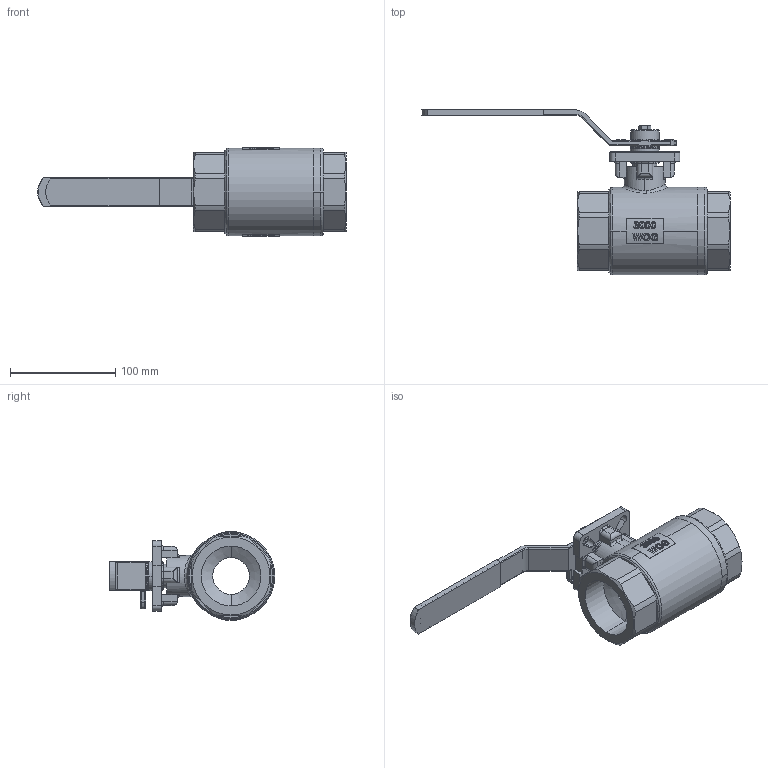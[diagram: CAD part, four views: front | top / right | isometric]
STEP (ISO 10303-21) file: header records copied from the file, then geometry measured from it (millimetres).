
FILE_DESCRIPTION(/* description */ ('Unknown'),/* implementation_level */ '2;1');
FILE_NAME(/* name */ '9765-09',/* time_stamp */ '2025-10-10T08:48:20+02:00',/* author */ ('Unknown'),/* organization */ ('Unknown'),/* preprocessor_version */ 'ST-DEVELOPER v20',/* originating_system */ 'Solid Edge',/* authorisation */ 'Unknown');
FILE_SCHEMA (('AUTOMOTIVE_DESIGN {1 0 10303 214 3 1 1}'));
Length unit declared in the file: millimetre
Products named in the file (13): 9765-09; MV-29 DN50 body; MV-82 Plate Washer DN40; MV-82 Bellevlle Washer DN40; MV-29 DN50 HANDLE COVER; Hex head bolts-Full thread Grade C GB_GB_FASTENER_BOLT_HHBFTC M6X12-C; MV-82 Nut Stopper DN40; MV-29 DN50 STEAM; MV-82 Packing Ring  DN40; MV-29 DN50 CAP; MV-29 DN50 STEAM PACKING; NUT M18 _NUT  M18; MV-29-S DN50
Assembly tree (13 placements, depth 2):
  9765-09
    MV-29 DN50 body
    MV-82 Plate Washer DN40
    MV-82 Bellevlle Washer DN40  x2
    MV-29 DN50 HANDLE COVER
    Hex head bolts-Full thread Grade C GB_GB_FASTENER_BOLT_HHBFTC M6X12-C
    MV-82 Nut Stopper DN40
    MV-29 DN50 STEAM
    MV-82 Packing Ring  DN40
    MV-29 DN50 CAP
    MV-29 DN50 STEAM PACKING
    NUT M18 _NUT  M18
    MV-29-S DN50
Bounding box: 292.59 x 157.14 x 84.1 mm (x, y, z)
Volume: 549463.2 mm3; surface area: 150055.5 mm2
Topology: 13 solids, 13 shells, 915 faces, 2287 edges, 1419 vertices
Faces by surface type: plane 399, cylinder 207, bspline 176, cone 87, torus 41, sphere 5
Entity records: 73354 total; most frequent: CARTESIAN_POINT 52856, ORIENTED_EDGE 4490, DIRECTION 3621, EDGE_CURVE 2245, VERTEX_POINT 1411, AXIS2_PLACEMENT_3D 1266, LINE 1089, VECTOR 1089
